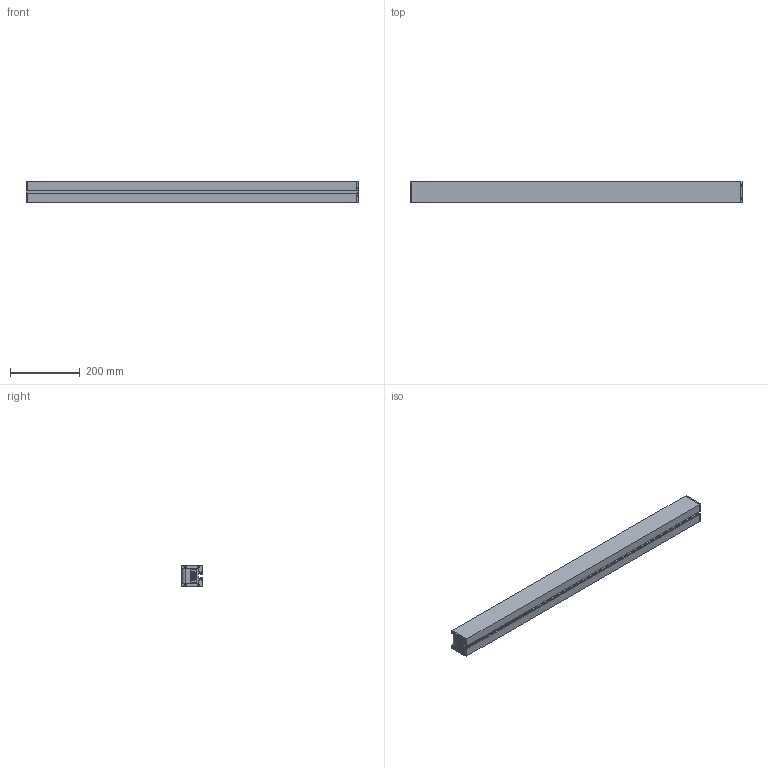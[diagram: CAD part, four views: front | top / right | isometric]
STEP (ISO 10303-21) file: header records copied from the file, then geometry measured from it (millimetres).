
FILE_DESCRIPTION(/* description */ ('STEP AP203'),/* implementation_level */ '2;1');
FILE_NAME(/* name */ '6SL0040IE.953',/* time_stamp */ '2024-03-04T13:20:46+01:00',/* author */ ('License CC BY-ND 4.0'),/* organization */ ('CADENAS'),/* preprocessor_version */ 'ST-DEVELOPER v19.3',/* originating_system */ 'PARTsolutions',/* authorisation */ ' ');
FILE_SCHEMA (('CONFIG_CONTROL_DESIGN'));
Length unit declared in the file: millimetre
Products named in the file (1): 6SL0040IE.953
Bounding box: 953 x 60.01 x 60 mm (x, y, z)
Volume: 3149231.3 mm3; surface area: 289045 mm2
Topology: 1 solids, 1 shells, 434 faces, 1173 edges, 770 vertices
Faces by surface type: plane 204, cylinder 202, torus 23, sphere 5
Full cylindrical faces by diameter (mm): 2 x5, 2.7 x3, 5.6 x8
Entity records: 16521 total; most frequent: DIRECTION 2397, CARTESIAN_POINT 2377, ORIENTED_EDGE 2252, EDGE_CURVE 1126, AXIS2_PLACEMENT_3D 850, VERTEX_POINT 760, LINE 697, VECTOR 697
